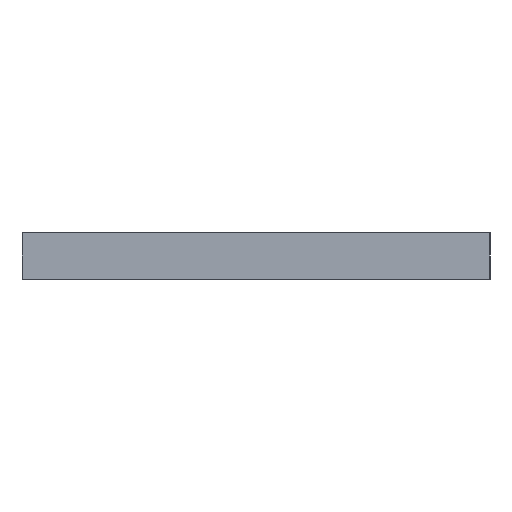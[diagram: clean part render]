
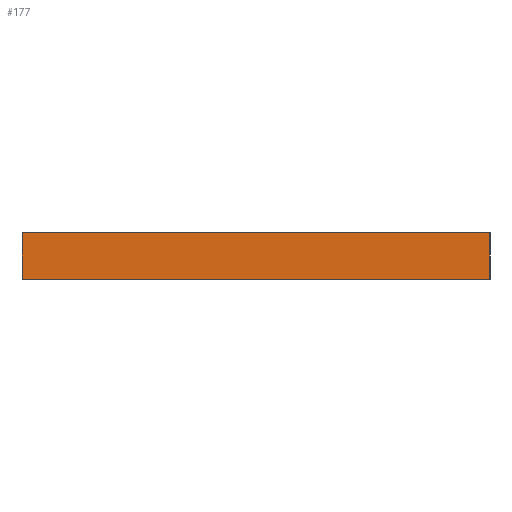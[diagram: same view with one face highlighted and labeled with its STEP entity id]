
A CAD part, left-side view. The second image highlights one B-rep face of the part: STEP entity #177.
In plain terms, the highlighted planar face has unit normal (-1, 0, 0).
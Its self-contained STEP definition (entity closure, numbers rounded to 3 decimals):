
#177=ADVANCED_FACE('',(#394),#395,.F.);
#394=FACE_OUTER_BOUND('',#603,.T.);
#395=PLANE('',#604);
#603=EDGE_LOOP('',(#1098,#1099,#1100,#1101));
#604=AXIS2_PLACEMENT_3D('',#1102,#1103,#1104);
#1098=ORIENTED_EDGE('',*,*,#1280,.T.);
#1099=ORIENTED_EDGE('',*,*,#1305,.F.);
#1100=ORIENTED_EDGE('',*,*,#1245,.F.);
#1101=ORIENTED_EDGE('',*,*,#1277,.F.);
#1102=CARTESIAN_POINT('',(0.0,20.0,2.0));
#1103=DIRECTION('',(1.0,0.0,0.0));
#1104=DIRECTION('',(0.0,0.0,-1.0));
#1245=EDGE_CURVE('',#1524,#1525,#1526,.T.);
#1277=EDGE_CURVE('',#1569,#1524,#1571,.T.);
#1280=EDGE_CURVE('',#1569,#1573,#1575,.T.);
#1305=EDGE_CURVE('',#1525,#1573,#1608,.T.);
#1524=VERTEX_POINT('',#1867);
#1525=VERTEX_POINT('',#1868);
#1526=LINE('',#1869,#1870);
#1569=VERTEX_POINT('',#1917);
#1571=LINE('',#1920,#1921);
#1573=VERTEX_POINT('',#1923);
#1575=LINE('',#1926,#1927);
#1608=LINE('',#1964,#1965);
#1867=CARTESIAN_POINT('',(0.0,0.0,4.0));
#1868=CARTESIAN_POINT('',(0.0,0.0,0.0));
#1869=CARTESIAN_POINT('',(0.0,0.0,2.0));
#1870=VECTOR('',#2190,1.0);
#1917=CARTESIAN_POINT('',(0.0,40.0,4.0));
#1920=CARTESIAN_POINT('',(0.0,20.0,4.0));
#1921=VECTOR('',#2262,1.0);
#1923=CARTESIAN_POINT('',(0.0,40.0,0.0));
#1926=CARTESIAN_POINT('',(0.0,40.0,2.0));
#1927=VECTOR('',#2264,1.0);
#1964=CARTESIAN_POINT('',(0.0,20.0,0.0));
#1965=VECTOR('',#2317,1.0);
#2190=DIRECTION('',(0.0,0.0,-1.0));
#2262=DIRECTION('',(0.0,-1.0,0.0));
#2264=DIRECTION('',(0.0,0.0,-1.0));
#2317=DIRECTION('',(0.0,1.0,0.0));
